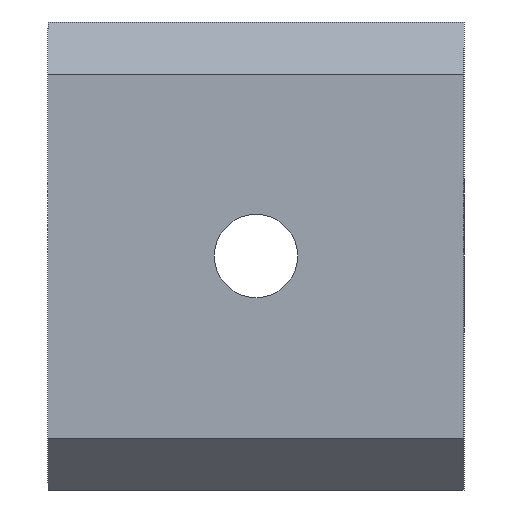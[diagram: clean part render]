
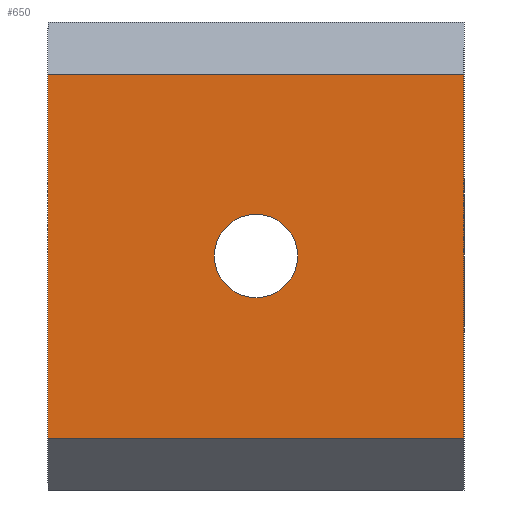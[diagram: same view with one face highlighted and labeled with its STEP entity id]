
A CAD part, left-side view. The second image highlights one B-rep face of the part: STEP entity #650.
In plain terms, the highlighted planar face has unit normal (-1, 0, 0).
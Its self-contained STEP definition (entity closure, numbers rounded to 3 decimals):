
#31 = PLANE('',#32);
#32 = AXIS2_PLACEMENT_3D('',#33,#34,#35);
#33 = CARTESIAN_POINT('',(0.,0.,0.));
#34 = DIRECTION('',(0.,1.,0.));
#35 = DIRECTION('',(0.,-0.,1.));
#88 = VERTEX_POINT('',#89);
#89 = CARTESIAN_POINT('',(0.,0.,2.));
#103 = PLANE('',#104);
#104 = AXIS2_PLACEMENT_3D('',#105,#106,#107);
#105 = CARTESIAN_POINT('',(1.,0.,1.));
#106 = DIRECTION('',(-0.707,0.,-0.707));
#107 = DIRECTION('',(0.,1.,0.));
#115 = EDGE_CURVE('',#88,#116,#118,.T.);
#116 = VERTEX_POINT('',#117);
#117 = CARTESIAN_POINT('',(0.,0.,16.));
#118 = SURFACE_CURVE('',#119,(#123,#130),.PCURVE_S1.);
#119 = LINE('',#120,#121);
#120 = CARTESIAN_POINT('',(0.,0.,0.));
#121 = VECTOR('',#122,1.);
#122 = DIRECTION('',(0.,0.,1.));
#123 = PCURVE('',#31,#124);
#124 = DEFINITIONAL_REPRESENTATION('',(#125),#129);
#125 = LINE('',#126,#127);
#126 = CARTESIAN_POINT('',(0.,0.));
#127 = VECTOR('',#128,1.);
#128 = DIRECTION('',(1.,0.));
#129 = ( GEOMETRIC_REPRESENTATION_CONTEXT(2) 
PARAMETRIC_REPRESENTATION_CONTEXT() REPRESENTATION_CONTEXT('2D SPACE',''
  ) );
#130 = PCURVE('',#131,#136);
#131 = PLANE('',#132);
#132 = AXIS2_PLACEMENT_3D('',#133,#134,#135);
#133 = CARTESIAN_POINT('',(0.,0.,0.));
#134 = DIRECTION('',(1.,0.,0.));
#135 = DIRECTION('',(0.,0.,1.));
#136 = DEFINITIONAL_REPRESENTATION('',(#137),#141);
#137 = LINE('',#138,#139);
#138 = CARTESIAN_POINT('',(0.,0.));
#139 = VECTOR('',#140,1.);
#140 = DIRECTION('',(1.,0.));
#141 = ( GEOMETRIC_REPRESENTATION_CONTEXT(2) 
PARAMETRIC_REPRESENTATION_CONTEXT() REPRESENTATION_CONTEXT('2D SPACE',''
  ) );
#159 = PLANE('',#160);
#160 = AXIS2_PLACEMENT_3D('',#161,#162,#163);
#161 = CARTESIAN_POINT('',(1.,0.,17.));
#162 = DIRECTION('',(0.707,0.,-0.707));
#163 = DIRECTION('',(0.,1.,0.));
#386 = PLANE('',#387);
#387 = AXIS2_PLACEMENT_3D('',#388,#389,#390);
#388 = CARTESIAN_POINT('',(0.,16.,0.));
#389 = DIRECTION('',(0.,1.,0.));
#390 = DIRECTION('',(0.,-0.,1.));
#557 = EDGE_CURVE('',#88,#558,#560,.T.);
#558 = VERTEX_POINT('',#559);
#559 = CARTESIAN_POINT('',(0.,16.,2.));
#560 = SURFACE_CURVE('',#561,(#565,#572),.PCURVE_S1.);
#561 = LINE('',#562,#563);
#562 = CARTESIAN_POINT('',(0.,0.,2.));
#563 = VECTOR('',#564,1.);
#564 = DIRECTION('',(0.,1.,0.));
#565 = PCURVE('',#103,#566);
#566 = DEFINITIONAL_REPRESENTATION('',(#567),#571);
#567 = LINE('',#568,#569);
#568 = CARTESIAN_POINT('',(0.,-1.414));
#569 = VECTOR('',#570,1.);
#570 = DIRECTION('',(1.,0.));
#571 = ( GEOMETRIC_REPRESENTATION_CONTEXT(2) 
PARAMETRIC_REPRESENTATION_CONTEXT() REPRESENTATION_CONTEXT('2D SPACE',''
  ) );
#572 = PCURVE('',#131,#573);
#573 = DEFINITIONAL_REPRESENTATION('',(#574),#578);
#574 = LINE('',#575,#576);
#575 = CARTESIAN_POINT('',(2.,0.));
#576 = VECTOR('',#577,1.);
#577 = DIRECTION('',(0.,-1.));
#578 = ( GEOMETRIC_REPRESENTATION_CONTEXT(2) 
PARAMETRIC_REPRESENTATION_CONTEXT() REPRESENTATION_CONTEXT('2D SPACE',''
  ) );
#650 = ADVANCED_FACE('',(#651,#699),#131,.F.);
#651 = FACE_BOUND('',#652,.F.);
#652 = EDGE_LOOP('',(#653,#654,#655,#678));
#653 = ORIENTED_EDGE('',*,*,#115,.F.);
#654 = ORIENTED_EDGE('',*,*,#557,.T.);
#655 = ORIENTED_EDGE('',*,*,#656,.T.);
#656 = EDGE_CURVE('',#558,#657,#659,.T.);
#657 = VERTEX_POINT('',#658);
#658 = CARTESIAN_POINT('',(0.,16.,16.));
#659 = SURFACE_CURVE('',#660,(#664,#671),.PCURVE_S1.);
#660 = LINE('',#661,#662);
#661 = CARTESIAN_POINT('',(0.,16.,0.));
#662 = VECTOR('',#663,1.);
#663 = DIRECTION('',(0.,0.,1.));
#664 = PCURVE('',#131,#665);
#665 = DEFINITIONAL_REPRESENTATION('',(#666),#670);
#666 = LINE('',#667,#668);
#667 = CARTESIAN_POINT('',(0.,-16.));
#668 = VECTOR('',#669,1.);
#669 = DIRECTION('',(1.,0.));
#670 = ( GEOMETRIC_REPRESENTATION_CONTEXT(2) 
PARAMETRIC_REPRESENTATION_CONTEXT() REPRESENTATION_CONTEXT('2D SPACE',''
  ) );
#671 = PCURVE('',#386,#672);
#672 = DEFINITIONAL_REPRESENTATION('',(#673),#677);
#673 = LINE('',#674,#675);
#674 = CARTESIAN_POINT('',(0.,0.));
#675 = VECTOR('',#676,1.);
#676 = DIRECTION('',(1.,0.));
#677 = ( GEOMETRIC_REPRESENTATION_CONTEXT(2) 
PARAMETRIC_REPRESENTATION_CONTEXT() REPRESENTATION_CONTEXT('2D SPACE',''
  ) );
#678 = ORIENTED_EDGE('',*,*,#679,.F.);
#679 = EDGE_CURVE('',#116,#657,#680,.T.);
#680 = SURFACE_CURVE('',#681,(#685,#692),.PCURVE_S1.);
#681 = LINE('',#682,#683);
#682 = CARTESIAN_POINT('',(0.,0.,16.));
#683 = VECTOR('',#684,1.);
#684 = DIRECTION('',(0.,1.,0.));
#685 = PCURVE('',#131,#686);
#686 = DEFINITIONAL_REPRESENTATION('',(#687),#691);
#687 = LINE('',#688,#689);
#688 = CARTESIAN_POINT('',(16.,0.));
#689 = VECTOR('',#690,1.);
#690 = DIRECTION('',(0.,-1.));
#691 = ( GEOMETRIC_REPRESENTATION_CONTEXT(2) 
PARAMETRIC_REPRESENTATION_CONTEXT() REPRESENTATION_CONTEXT('2D SPACE',''
  ) );
#692 = PCURVE('',#159,#693);
#693 = DEFINITIONAL_REPRESENTATION('',(#694),#698);
#694 = LINE('',#695,#696);
#695 = CARTESIAN_POINT('',(0.,-1.414));
#696 = VECTOR('',#697,1.);
#697 = DIRECTION('',(1.,0.));
#698 = ( GEOMETRIC_REPRESENTATION_CONTEXT(2) 
PARAMETRIC_REPRESENTATION_CONTEXT() REPRESENTATION_CONTEXT('2D SPACE',''
  ) );
#699 = FACE_BOUND('',#700,.F.);
#700 = EDGE_LOOP('',(#701));
#701 = ORIENTED_EDGE('',*,*,#702,.T.);
#702 = EDGE_CURVE('',#703,#703,#705,.T.);
#703 = VERTEX_POINT('',#704);
#704 = CARTESIAN_POINT('',(0.,8.,10.6));
#705 = SURFACE_CURVE('',#706,(#711,#722),.PCURVE_S1.);
#706 = CIRCLE('',#707,1.6);
#707 = AXIS2_PLACEMENT_3D('',#708,#709,#710);
#708 = CARTESIAN_POINT('',(0.,8.,9.));
#709 = DIRECTION('',(-1.,0.,0.));
#710 = DIRECTION('',(0.,0.,1.));
#711 = PCURVE('',#131,#712);
#712 = DEFINITIONAL_REPRESENTATION('',(#713),#721);
#713 = ( BOUNDED_CURVE() B_SPLINE_CURVE(2,(#714,#715,#716,#717,#718,#719
,#720),.UNSPECIFIED.,.T.,.F.) B_SPLINE_CURVE_WITH_KNOTS((1,2,2,2,2,1),(
    -2.094,0.,2.094,4.189,6.283,
8.378),.UNSPECIFIED.) CURVE() GEOMETRIC_REPRESENTATION_ITEM() 
RATIONAL_B_SPLINE_CURVE((1.,0.5,1.,0.5,1.,0.5,1.)) REPRESENTATION_ITEM(
  '') );
#714 = CARTESIAN_POINT('',(10.6,-8.));
#715 = CARTESIAN_POINT('',(10.6,-10.771));
#716 = CARTESIAN_POINT('',(8.2,-9.386));
#717 = CARTESIAN_POINT('',(5.8,-8.));
#718 = CARTESIAN_POINT('',(8.2,-6.614));
#719 = CARTESIAN_POINT('',(10.6,-5.229));
#720 = CARTESIAN_POINT('',(10.6,-8.));
#721 = ( GEOMETRIC_REPRESENTATION_CONTEXT(2) 
PARAMETRIC_REPRESENTATION_CONTEXT() REPRESENTATION_CONTEXT('2D SPACE',''
  ) );
#722 = PCURVE('',#723,#728);
#723 = CYLINDRICAL_SURFACE('',#724,1.6);
#724 = AXIS2_PLACEMENT_3D('',#725,#726,#727);
#725 = CARTESIAN_POINT('',(7.,8.,9.));
#726 = DIRECTION('',(-1.,0.,0.));
#727 = DIRECTION('',(0.,0.,1.));
#728 = DEFINITIONAL_REPRESENTATION('',(#729),#733);
#729 = LINE('',#730,#731);
#730 = CARTESIAN_POINT('',(0.,7.));
#731 = VECTOR('',#732,1.);
#732 = DIRECTION('',(1.,0.));
#733 = ( GEOMETRIC_REPRESENTATION_CONTEXT(2) 
PARAMETRIC_REPRESENTATION_CONTEXT() REPRESENTATION_CONTEXT('2D SPACE',''
  ) );
